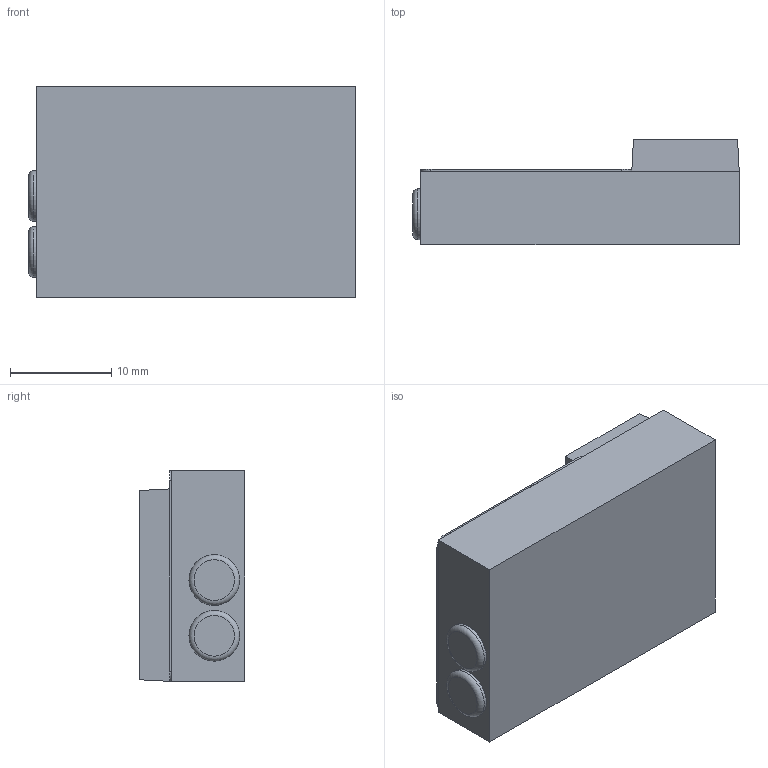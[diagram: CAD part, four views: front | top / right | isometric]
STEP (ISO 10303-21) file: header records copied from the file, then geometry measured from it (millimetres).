
FILE_DESCRIPTION(/* description */ (''),/* implementation_level */ '2;1');
FILE_NAME(/* name */ 'HiTec Minima6T v3.step',/* time_stamp */ '2016-12-15T11:44:30-08:00',/* author */ (''),/* organization */ (''),/* preprocessor_version */ 'ST-DEVELOPER v16.5',/* originating_system */ 'Autodesk Translation Framework v5.2.0.2920',/* authorisation */ '');
FILE_SCHEMA (('AUTOMOTIVE_DESIGN { 1 0 10303 214 3 1 1 }'));
Length unit declared in the file: millimetre
Products named in the file (1): HiTec Minima6T v3
Bounding box: 32.2 x 10.4 x 20.8 mm (x, y, z)
Volume: 4595.3 mm3; surface area: 2956.8 mm2
Topology: 1 solids, 1 shells, 147 faces, 361 edges, 237 vertices
Faces by surface type: plane 139, cylinder 6, torus 2
Full cylindrical faces by diameter (mm): 5 x2
Entity records: 4387 total; most frequent: CARTESIAN_POINT 738, ORIENTED_EDGE 710, DIRECTION 667, EDGE_CURVE 355, LINE 339, VECTOR 339, VERTEX_POINT 235, EDGE_LOOP 172
